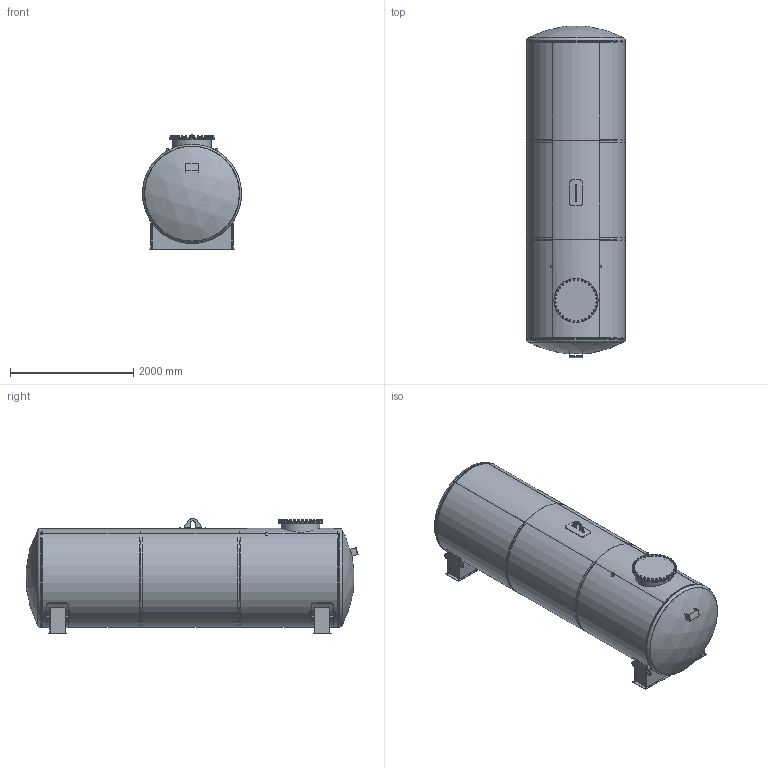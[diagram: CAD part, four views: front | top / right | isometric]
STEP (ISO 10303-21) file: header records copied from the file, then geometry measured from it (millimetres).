
FILE_DESCRIPTION(/* description */ (''),/* implementation_level */ '2;1');
FILE_NAME(/* name */ 'dh3c_cad-101200_202208.stp',/* time_stamp */ '2022-09-05T15:16:10+02:00',/* author */ ('mh'),/* organization */ (''),/* preprocessor_version */ 'ST-DEVELOPER v18.1',/* originating_system */ 'Autodesk Inventor 2022',/* authorisation */ '');
FILE_SCHEMA (('AUTOMOTIVE_DESIGN { 1 0 10303 214 3 1 1 }'));
Length unit declared in the file: millimetre
Products named in the file (1): Bauteil11
Bounding box: 1606 x 5381.78 x 1861 mm (x, y, z)
Surface area: 117936061.3 mm2 (no closed solid volume)
Topology: 0 solids, 135 shells, 1520 faces, 3241 edges, 2060 vertices
Faces by surface type: plane 850, cone 352, cylinder 302, sphere 8, torus 8
Full cylindrical faces by diameter (mm): 13.835 x32, 16 x32, 17 x32, 18 x64, 22.49 x32, 30 x32, 30.291 x2, 39.5 x2, 580 x1, 600 x2, 630 x1, 660 x1, 720 x2, 1590 x5, 1600 x7, 1606 x2
Entity records: 42632 total; most frequent: CARTESIAN_POINT 9286, DIRECTION 6499, ORIENTED_EDGE 6482, EDGE_CURVE 3241, AXIS2_PLACEMENT_3D 2535, VERTEX_POINT 2060, EDGE_LOOP 1855, FACE_OUTER_BOUND 1520
